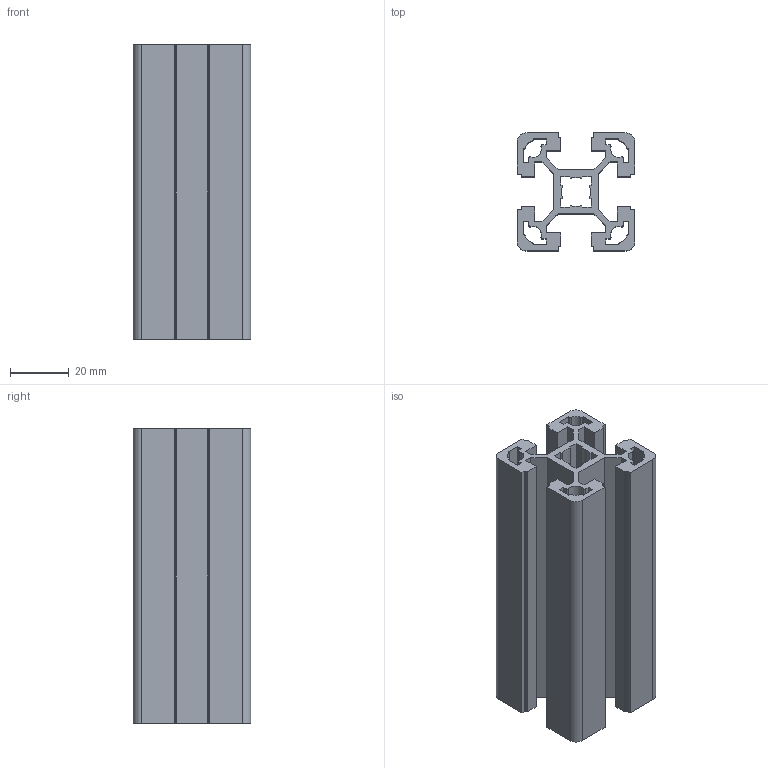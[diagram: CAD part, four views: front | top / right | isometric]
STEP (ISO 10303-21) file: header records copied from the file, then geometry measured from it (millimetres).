
FILE_DESCRIPTION(/* description */ ('Profil 40x40 - drážka 10'),/* implementation_level */ '2;1');
FILE_NAME(/* name */ '164040.stp',/* time_stamp */ '2023-08-04T15:14:38+02:00',/* author */ ('Machotka'),/* organization */ ('Alutec K&K'),/* preprocessor_version */ 'ST-DEVELOPER v18.1',/* originating_system */ 'Autodesk Inventor 2021',/* authorisation */ '');
FILE_SCHEMA (('AUTOMOTIVE_DESIGN { 1 0 10303 214 3 1 1 }'));
Length unit declared in the file: millimetre
Products named in the file (1): 164040
Bounding box: 40 x 40 x 100 mm (x, y, z)
Volume: 62184.6 mm3; surface area: 48757 mm2
Topology: 1 solids, 1 shells, 158 faces, 468 edges, 312 vertices
Faces by surface type: plane 110, cylinder 48
Entity records: 5329 total; most frequent: CARTESIAN_POINT 939, ORIENTED_EDGE 936, DIRECTION 882, EDGE_CURVE 468, LINE 372, VECTOR 372, VERTEX_POINT 312, AXIS2_PLACEMENT_3D 255
